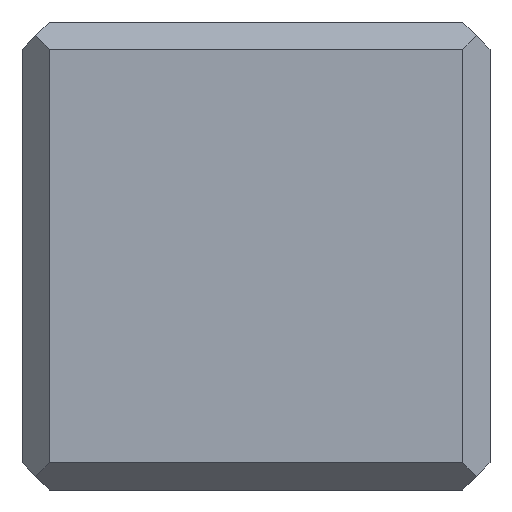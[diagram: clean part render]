
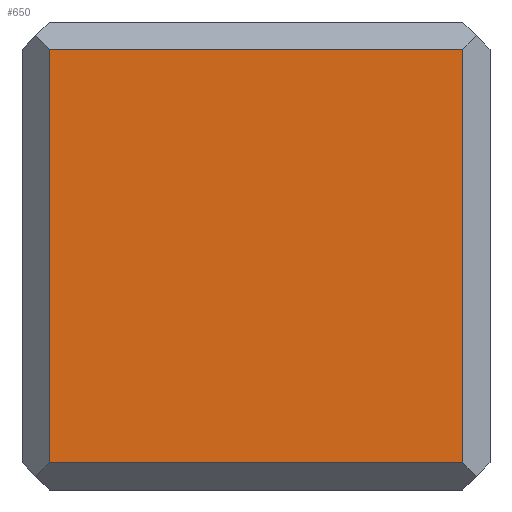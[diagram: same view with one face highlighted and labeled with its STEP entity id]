
A CAD part, front view. The second image highlights one B-rep face of the part: STEP entity #650.
In plain terms, the highlighted planar face has unit normal (0, -1, 0).
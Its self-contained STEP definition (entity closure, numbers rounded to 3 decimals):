
#50=LINE('',#957,#127);
#60=LINE('',#977,#137);
#67=LINE('',#989,#144);
#99=LINE('',#1068,#176);
#127=VECTOR('',#764,10.);
#137=VECTOR('',#778,10.);
#144=VECTOR('',#791,10.);
#176=VECTOR('',#881,10.);
#209=FACE_OUTER_BOUND('',#245,.T.);
#245=EDGE_LOOP('',(#582,#583,#584,#585));
#290=VERTEX_POINT('',#954);
#291=VERTEX_POINT('',#956);
#298=VERTEX_POINT('',#974);
#299=VERTEX_POINT('',#976);
#353=EDGE_CURVE('',#290,#291,#50,.T.);
#363=EDGE_CURVE('',#298,#299,#60,.T.);
#370=EDGE_CURVE('',#291,#298,#67,.T.);
#409=EDGE_CURVE('',#299,#290,#99,.T.);
#582=ORIENTED_EDGE('',*,*,#363,.F.);
#583=ORIENTED_EDGE('',*,*,#370,.F.);
#584=ORIENTED_EDGE('',*,*,#353,.F.);
#585=ORIENTED_EDGE('',*,*,#409,.F.);
#616=PLANE('',#711);
#650=ADVANCED_FACE('',(#209),#616,.T.);
#711=AXIS2_PLACEMENT_3D('',#1069,#882,#883);
#764=DIRECTION('',(0.,0.,1.));
#778=DIRECTION('',(0.,0.,-1.));
#791=DIRECTION('',(1.,0.,0.));
#881=DIRECTION('',(-1.,0.,0.));
#882=DIRECTION('center_axis',(0.,-1.,0.));
#883=DIRECTION('ref_axis',(0.,0.,-1.));
#954=CARTESIAN_POINT('',(-142.1,-78.,172.9));
#956=CARTESIAN_POINT('',(-142.1,-78.,188.1));
#957=CARTESIAN_POINT('',(-142.1,-78.,184.8));
#974=CARTESIAN_POINT('',(-126.9,-78.,188.1));
#976=CARTESIAN_POINT('',(-126.9,-78.,172.9));
#977=CARTESIAN_POINT('',(-126.9,-78.,176.2));
#989=CARTESIAN_POINT('',(-130.2,-78.,188.1));
#1068=CARTESIAN_POINT('',(-138.8,-78.,172.9));
#1069=CARTESIAN_POINT('Origin',(-134.5,-78.,180.5));
